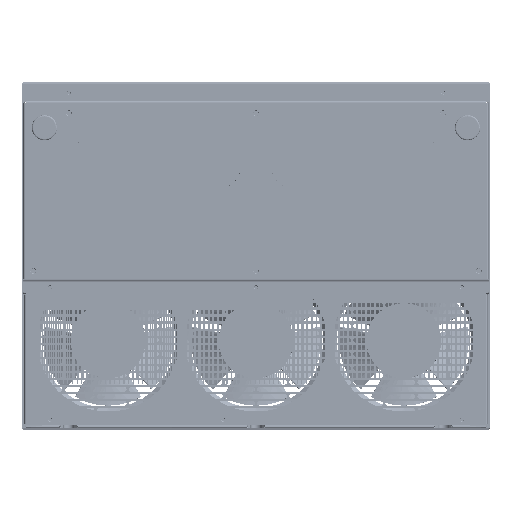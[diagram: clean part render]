
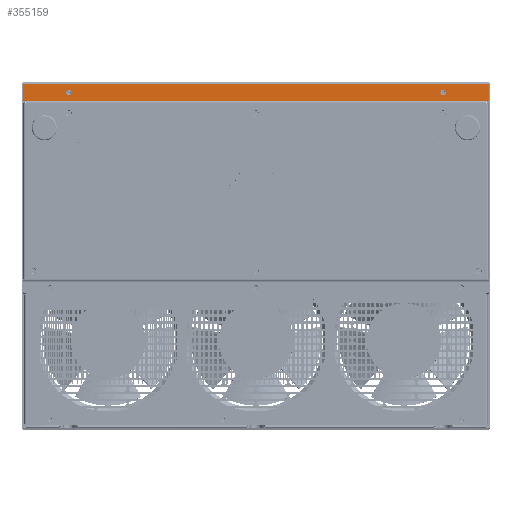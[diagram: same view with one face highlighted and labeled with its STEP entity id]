
A CAD part, top view. The second image highlights one B-rep face of the part: STEP entity #355159.
In plain terms, the highlighted planar face has unit normal (0, 0, 1).
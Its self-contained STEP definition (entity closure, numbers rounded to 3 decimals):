
#353048=DIRECTION('',(-1.,0.,0.));
#353049=VECTOR('',#353048,497.6);
#353050=CARTESIAN_POINT('',(248.8,185.3,450.));
#353051=LINE('',#353050,#353049);
#353055=CARTESIAN_POINT('',(-248.8,185.3,450.));
#353084=DIRECTION('',(-1.,0.,0.));
#353085=VECTOR('',#353084,497.6);
#353086=CARTESIAN_POINT('',(248.8,167.,450.));
#353087=LINE('',#353086,#353085);
#353091=DIRECTION('',(0.,1.,0.));
#353092=VECTOR('',#353091,18.3);
#353093=CARTESIAN_POINT('',(-248.8,167.,450.));
#353094=LINE('',#353093,#353092);
#353098=CARTESIAN_POINT('',(200.,176.,450.));
#353099=DIRECTION('',(0.,0.,1.));
#353100=DIRECTION('',(-1.,0.,0.));
#353101=AXIS2_PLACEMENT_3D('',#353098,#353099,#353100);
#353106=CARTESIAN_POINT('',(200.,176.,450.));
#353107=DIRECTION('',(0.,0.,1.));
#353108=DIRECTION('',(1.,0.,0.));
#353109=AXIS2_PLACEMENT_3D('',#353106,#353107,#353108);
#353114=CARTESIAN_POINT('',(-200.,176.,450.));
#353115=DIRECTION('',(0.,0.,1.));
#353116=DIRECTION('',(-1.,0.,0.));
#353117=AXIS2_PLACEMENT_3D('',#353114,#353115,#353116);
#353122=CARTESIAN_POINT('',(-200.,176.,450.));
#353123=DIRECTION('',(0.,0.,1.));
#353124=DIRECTION('',(1.,0.,0.));
#353125=AXIS2_PLACEMENT_3D('',#353122,#353123,#353124);
#353197=DIRECTION('',(0.,1.,0.));
#353198=VECTOR('',#353197,18.3);
#353199=CARTESIAN_POINT('',(248.8,167.,450.));
#353200=LINE('',#353199,#353198);
#353807=CARTESIAN_POINT('',(248.8,185.3,450.));
#353808=VERTEX_POINT('',#353807);
#353810=VERTEX_POINT('',#353055);
#353811=CARTESIAN_POINT('',(248.8,167.,450.));
#353812=CARTESIAN_POINT('',(-248.8,167.,450.));
#353813=VERTEX_POINT('',#353811);
#353814=VERTEX_POINT('',#353812);
#353815=CARTESIAN_POINT('',(197.,176.,450.));
#353816=CARTESIAN_POINT('',(203.,176.,450.));
#353817=VERTEX_POINT('',#353815);
#353818=VERTEX_POINT('',#353816);
#353819=CARTESIAN_POINT('',(-203.,176.,450.));
#353820=CARTESIAN_POINT('',(-197.,176.,450.));
#353821=VERTEX_POINT('',#353819);
#353822=VERTEX_POINT('',#353820);
#355133=CARTESIAN_POINT('',(248.3,185.3,450.));
#355134=DIRECTION('',(0.,0.,-1.));
#355135=DIRECTION('',(0.,-1.,0.));
#355136=AXIS2_PLACEMENT_3D('',#355133,#355134,#355135);
#355137=PLANE('',#355136);
#355139=ORIENTED_EDGE('',*,*,#355138,.T.);
#355141=ORIENTED_EDGE('',*,*,#355140,.T.);
#355142=ORIENTED_EDGE('',*,*,#355118,.F.);
#355144=ORIENTED_EDGE('',*,*,#355143,.F.);
#355145=EDGE_LOOP('',(#355139,#355141,#355142,#355144));
#355146=FACE_OUTER_BOUND('',#355145,.F.);
#355148=ORIENTED_EDGE('',*,*,#355147,.T.);
#355150=ORIENTED_EDGE('',*,*,#355149,.T.);
#355151=EDGE_LOOP('',(#355148,#355150));
#355152=FACE_BOUND('',#355151,.F.);
#355154=ORIENTED_EDGE('',*,*,#355153,.T.);
#355156=ORIENTED_EDGE('',*,*,#355155,.T.);
#355157=EDGE_LOOP('',(#355154,#355156));
#355158=FACE_BOUND('',#355157,.F.);
#353102=CIRCLE('',#353101,3.);
#353110=CIRCLE('',#353109,3.);
#353118=CIRCLE('',#353117,3.);
#353126=CIRCLE('',#353125,3.);
#355118=EDGE_CURVE('',#353808,#353810,#353051,.T.);
#355138=EDGE_CURVE('',#353813,#353814,#353087,.T.);
#355140=EDGE_CURVE('',#353814,#353810,#353094,.T.);
#355143=EDGE_CURVE('',#353813,#353808,#353200,.T.);
#355147=EDGE_CURVE('',#353817,#353818,#353102,.T.);
#355149=EDGE_CURVE('',#353818,#353817,#353110,.T.);
#355153=EDGE_CURVE('',#353821,#353822,#353118,.T.);
#355155=EDGE_CURVE('',#353822,#353821,#353126,.T.);
#355159=ADVANCED_FACE('',(#355146,#355152,#355158),#355137,.F.);
